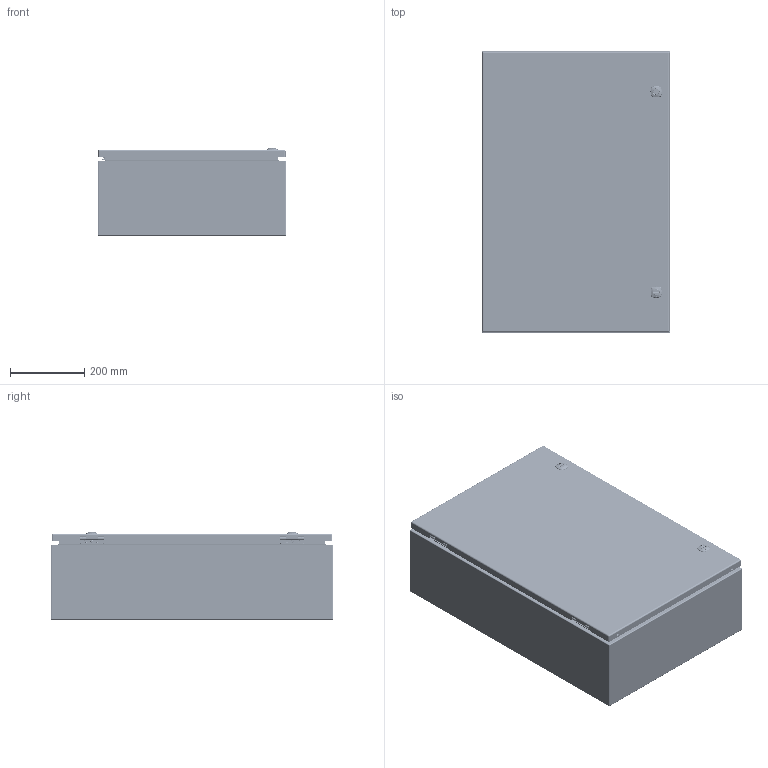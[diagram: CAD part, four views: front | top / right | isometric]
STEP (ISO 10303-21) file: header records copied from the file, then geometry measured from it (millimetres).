
FILE_DESCRIPTION(/* description */ ('5412ESSP 30" x 20" x 8" Assembly'),/* implementation_level */ '2;1');
FILE_NAME(/* name */ '5412ESSP302008.stp',/* time_stamp */ '2025-05-21T05:49:51-04:00',/* author */ ('BoxCad'),/* organization */ (''),/* preprocessor_version */ 'ST-DEVELOPER v20',/* originating_system */ 'Autodesk Inventor 2024',/* authorisation */ '');
FILE_SCHEMA (('AUTOMOTIVE_DESIGN { 1 0 10303 214 3 1 1 }'));
Products named in the file (43): 5412ESSP302008; 5412ESSP302008B; 5412ESSP302008B-P; STK-Q-16020; STUD_SS_M6 x 16mm; 5412ESSP302008C; 5412ESSP302008C-P; 5412ESSP302008G; STK-A-33016-1; STK-A-33016-2; STK-Q-33016-A; STK-Q-90261; STK-Q-40096; STK-Q-33016-B; STK-Q-16070; STK-Q-46020-30; STK-Q-07220-1; STK-Q-07220-2; STK-Q-07220-3; STK-Q-07220-4; STK-Q-07220-A; STK-Q-07220-B; STK-P-02400S; STK-S-00100; STK-K-12590; STK-Q-70621; STK-Q-70631; STK-Q-78145; STK-Q-03200; STK-Q-78125; STK-Q-90390; STK-Q-78160; STK-Q-78141; STK-Q-04051-08-1; STK-Q-04051-08-2; STK-Q-04051-08-P; STK-Q-04051-N; STK-A-01800; 5412ESSP302008IPK; STK-Q-07610 ...
Assembly tree (73 placements, depth 4):
  5412ESSP302008
    5412ESSP302008B
      5412ESSP302008B-P
      STK-Q-16020  x4
      STK-P-02400S
      STUD_SS_M6 x 16mm
    5412ESSP302008C
      5412ESSP302008C-P
      5412ESSP302008G
      STK-A-33016-1
        STK-Q-33016-A
        STK-Q-90261
        STK-Q-40096  x2
        STK-Q-33016-B  x2
      STK-A-33016-2
        STK-Q-33016-A
        STK-Q-90261
        STK-Q-40096  x2
        STK-Q-33016-B  x2
      STK-Q-16070  x4
      STK-Q-46020-30  x2
      STK-Q-07220-1
        STK-Q-07220-A
        STK-Q-07220-B
      STK-Q-07220-2
        STK-Q-07220-A
        STK-Q-07220-B
      STK-Q-07220-3
        STK-Q-07220-A
        STK-Q-07220-B
      STK-Q-07220-4
        STK-Q-07220-A
        STK-Q-07220-B
      STK-P-02400S
      STK-S-00100
      STK-K-12590  x2
        STK-Q-70621
        STK-Q-70631
        STK-Q-78145
        STK-Q-03200
        STK-Q-78125
        STK-Q-90390
        STK-Q-78160
        STK-Q-78141
    STK-Q-04051-08-1
      STK-Q-04051-08-P
      STK-Q-04051-N
    STK-Q-04051-08-2
      STK-Q-04051-08-P
      STK-Q-04051-N
    STK-A-01800
    5412ESSP302008IPK
      STK-Q-07610  x4
      STK-Q-07310  x4
    881SP3020G
      881SP3020G-P
Bounding box: 508 x 762 x 236.36 mm (x, y, z)
Volume: 3105452.8 mm3; surface area: 3847546.2 mm2
Topology: 64 solids, 64 shells, 9414 faces, 25448 edges, 16285 vertices
Faces by surface type: bspline 3666, plane 3065, cylinder 2011, torus 370, sphere 172, cone 130
Full cylindrical faces by diameter (mm): 0.75 x9, 0.762 x9, 1 x8, 1.125 x4, 3.2 x4, 4.191 x52, 4.5 x4, 4.85 x16, 5 x4, 5.1 x32, 5.9 x25, 6 x2, 6.015 x52, 6.655 x4, 6.8 x4, 6.85 x16, 7.1 x2, 7.366 x6, 7.9 x4, 8 x12, 9 x4, 9.5 x4, 9.6 x2, 9.906 x4, 10 x2, 12 x2, 12.8 x2, 13 x2, 15.9 x2, 16 x2
Entity records: 152497 total; most frequent: CARTESIAN_POINT 65987, ORIENTED_EDGE 20306, DIRECTION 12982, EDGE_CURVE 10153, VERTEX_POINT 6505, AXIS2_PLACEMENT_3D 4507, B_SPLINE_CURVE_WITH_KNOTS 4347, EDGE_LOOP 4100
